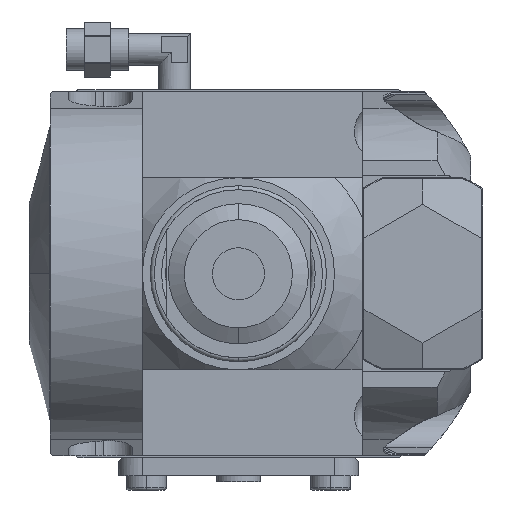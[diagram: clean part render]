
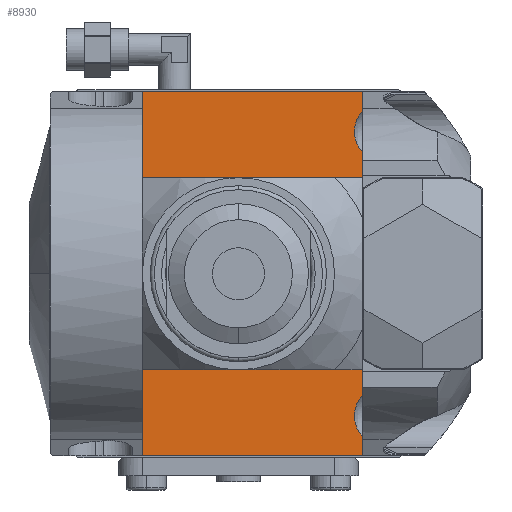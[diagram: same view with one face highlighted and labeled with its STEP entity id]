
A CAD part, left-side view. The second image highlights one B-rep face of the part: STEP entity #8930.
In plain terms, the highlighted planar face has unit normal (-1, 0, 0).
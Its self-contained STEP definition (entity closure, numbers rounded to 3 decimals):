
#268=DIRECTION('',(0.,-1.,0.));
#269=VECTOR('',#268,55.);
#270=CARTESIAN_POINT('',(-29.8,24.,45.5));
#271=LINE('',#270,#269);
#432=DIRECTION('',(0.,1.,0.));
#433=VECTOR('',#432,55.);
#434=CARTESIAN_POINT('',(-29.8,-31.,-45.5));
#435=LINE('',#434,#433);
#889=DIRECTION('',(0.,0.,1.));
#890=VECTOR('',#889,91.);
#891=CARTESIAN_POINT('',(-29.8,24.,-45.5));
#892=LINE('',#891,#890);
#1770=DIRECTION('',(0.,0.,1.));
#1771=VECTOR('',#1770,4.856);
#1772=CARTESIAN_POINT('',(-29.8,-31.,-45.5));
#1773=LINE('',#1772,#1771);
#1822=DIRECTION('',(0.,0.,1.));
#1823=VECTOR('',#1822,60.712);
#1824=CARTESIAN_POINT('',(-29.8,-31.,-30.356));
#1825=LINE('',#1824,#1823);
#1874=DIRECTION('',(0.,0.,1.));
#1875=VECTOR('',#1874,4.856);
#1876=CARTESIAN_POINT('',(-29.8,-31.,40.644));
#1877=LINE('',#1876,#1875);
#2631=CARTESIAN_POINT('',(-29.8,-36.5,-35.5));
#2632=DIRECTION('',(1.,0.,0.));
#2633=DIRECTION('',(0.,0.73,-0.683));
#2634=AXIS2_PLACEMENT_3D('',#2631,#2632,#2633);
#2690=CARTESIAN_POINT('',(-29.8,-36.5,35.5));
#2691=DIRECTION('',(1.,0.,0.));
#2692=DIRECTION('',(0.,0.73,-0.683));
#2693=AXIS2_PLACEMENT_3D('',#2690,#2691,#2692);
#5818=CARTESIAN_POINT('',(-29.8,24.,-45.5));
#5819=CARTESIAN_POINT('',(-29.8,24.,45.5));
#5820=VERTEX_POINT('',#5818);
#5821=VERTEX_POINT('',#5819);
#5822=CARTESIAN_POINT('',(-29.8,-31.,45.5));
#5823=VERTEX_POINT('',#5822);
#5824=CARTESIAN_POINT('',(-29.8,-31.,-45.5));
#5825=VERTEX_POINT('',#5824);
#6043=CARTESIAN_POINT('',(-29.8,-31.,-30.356));
#6044=VERTEX_POINT('',#6043);
#6045=CARTESIAN_POINT('',(-29.8,-31.,-40.644));
#6046=VERTEX_POINT('',#6045);
#6047=CARTESIAN_POINT('',(-29.8,-31.,40.644));
#6048=VERTEX_POINT('',#6047);
#6049=CARTESIAN_POINT('',(-29.8,-31.,30.356));
#6050=VERTEX_POINT('',#6049);
#8914=CARTESIAN_POINT('',(-29.8,24.,-57.));
#8915=DIRECTION('',(1.,0.,0.));
#8916=DIRECTION('',(0.,0.,1.));
#8917=AXIS2_PLACEMENT_3D('',#8914,#8915,#8916);
#8918=PLANE('',#8917);
#8919=ORIENTED_EDGE('',*,*,#8907,.F.);
#8920=ORIENTED_EDGE('',*,*,#7981,.F.);
#8921=ORIENTED_EDGE('',*,*,#7109,.T.);
#8922=ORIENTED_EDGE('',*,*,#7501,.T.);
#8923=ORIENTED_EDGE('',*,*,#6918,.T.);
#8924=ORIENTED_EDGE('',*,*,#7997,.F.);
#8926=ORIENTED_EDGE('',*,*,#8925,.F.);
#8927=ORIENTED_EDGE('',*,*,#7989,.F.);
#8928=EDGE_LOOP('',(#8919,#8920,#8921,#8922,#8923,#8924,#8926,#8927));
#8929=FACE_OUTER_BOUND('',#8928,.F.);
#8930=ADVANCED_FACE('',(#8929),#8918,.F.);
#2635=CIRCLE('',#2634,7.531);
#2694=CIRCLE('',#2693,7.531);
#6918=EDGE_CURVE('',#5821,#5823,#271,.T.);
#7109=EDGE_CURVE('',#5825,#5820,#435,.T.);
#7501=EDGE_CURVE('',#5820,#5821,#892,.T.);
#7981=EDGE_CURVE('',#5825,#6046,#1773,.T.);
#7989=EDGE_CURVE('',#6044,#6050,#1825,.T.);
#7997=EDGE_CURVE('',#6048,#5823,#1877,.T.);
#8907=EDGE_CURVE('',#6046,#6044,#2635,.T.);
#8925=EDGE_CURVE('',#6050,#6048,#2694,.T.);
